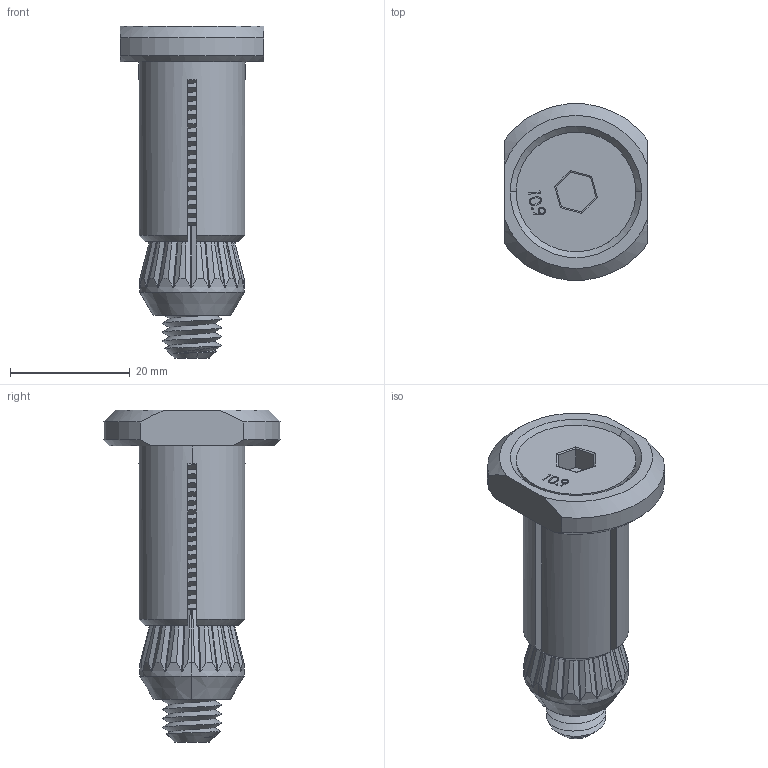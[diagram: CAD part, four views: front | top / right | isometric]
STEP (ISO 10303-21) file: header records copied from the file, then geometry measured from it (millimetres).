
FILE_DESCRIPTION (( 'STEP AP214' ), '1' );
FILE_NAME ('HBCSK10-1.STEP', '2008-02-15T14:31:03', ( 'Schütte' ), ( ' ' ), 'SwSTEP 2.0', 'SolidWorks 2008', '' );
FILE_SCHEMA (( 'AUTOMOTIVE_DESIGN' ));
Length unit declared in the file: millimetre
Products named in the file (4): HBBCSK10-1; M10x55 csk setscrew; M10 HB Cone; HBCSK10-1
Assembly tree (3 placements, depth 2):
  HBCSK10-1
    M10x55 csk setscrew
    HBBCSK10-1
    M10 HB Cone
Bounding box: 24 x 29.49 x 55.5 mm (x, y, z)
Volume: 11497.4 mm3; surface area: 9668.3 mm2
Topology: 3 solids, 3 shells, 212 faces, 580 edges, 381 vertices
Faces by surface type: plane 84, cylinder 62, cone 40, bspline 26
Entity records: 11797 total; most frequent: CARTESIAN_POINT 6905, ORIENTED_EDGE 1160, DIRECTION 807, EDGE_CURVE 580, VERTEX_POINT 381, AXIS2_PLACEMENT_3D 287, VECTOR 233, LINE 233
